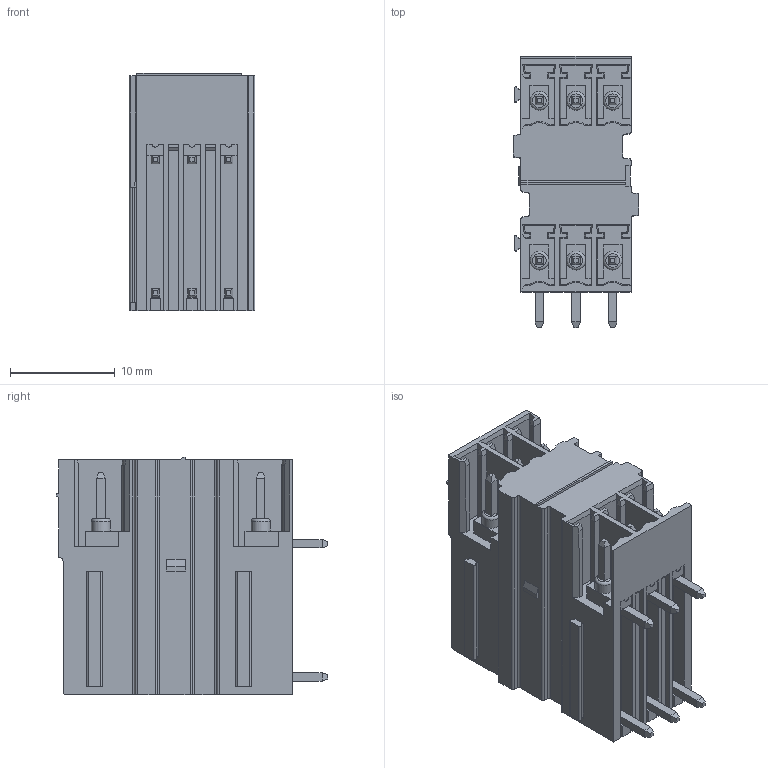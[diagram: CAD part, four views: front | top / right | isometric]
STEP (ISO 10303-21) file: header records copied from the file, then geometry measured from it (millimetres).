
FILE_DESCRIPTION(('STEP AP214'),'1');
FILE_NAME('PDV03-3,5-H-M.stp','2020-06-26T14:04:04',(' '),(' '),'Spatial InterOp 3D',' ',' ');
FILE_SCHEMA(('automotive_design'));
Length unit declared in the file: metre
Products named in the file (1): 1
Bounding box: 12 x 25.9 x 22.65 mm (x, y, z)
Volume: 4315.6 mm3; surface area: 3280.6 mm2
Topology: 1 solids, 1 shells, 516 faces, 1355 edges, 861 vertices
Faces by surface type: plane 446, cylinder 56, torus 7, cone 6, extrusion 1
Full cylindrical faces by diameter (mm): 1.8 x5
Entity records: 21138 total; most frequent: CARTESIAN_POINT 2814, ORIENTED_EDGE 2672, DIRECTION 2474, EDGE_CURVE 1336, VECTOR 1188, LINE 1187, VERTEX_POINT 854, STYLED_ITEM 827
